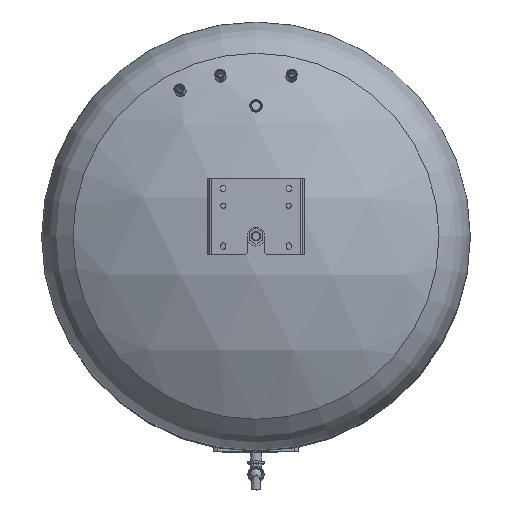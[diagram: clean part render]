
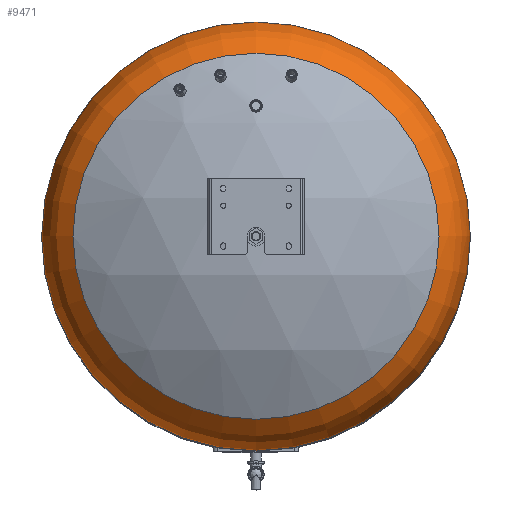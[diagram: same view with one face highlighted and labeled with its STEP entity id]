
A CAD part, top view. The second image highlights one B-rep face of the part: STEP entity #9471.
In plain terms, the highlighted toroidal (fillet/blend) face has major radius 254.5 mm and minor radius 115.5 mm.
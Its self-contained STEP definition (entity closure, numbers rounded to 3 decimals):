
#65=TOROIDAL_SURFACE($,#10322,254.5,115.5);
#1849=FACE_BOUND($,#3109,.T.);
#2470=FACE_OUTER_BOUND($,#3108,.T.);
#3108=EDGE_LOOP($,(#7649));
#3109=EDGE_LOOP($,(#7650));
#3744=CIRCLE($,#10317,315.931);
#3745=CIRCLE($,#10323,370.);
#4475=VERTEX_POINT($,#15348);
#4484=VERTEX_POINT($,#15891);
#5610=EDGE_CURVE($,#4475,#4475,#3744,.T.);
#5619=EDGE_CURVE($,#4484,#4484,#3745,.T.);
#7649=ORIENTED_EDGE($,*,*,#5619,.F.);
#7650=ORIENTED_EDGE($,*,*,#5610,.T.);
#9471=ADVANCED_FACE($,(#2470,#1849),#65,.T.);
#10317=AXIS2_PLACEMENT_3D($,#15349,#12360,#12361);
#10322=AXIS2_PLACEMENT_3D($,#15890,#12370,#12371);
#10323=AXIS2_PLACEMENT_3D($,#15892,#12372,#12373);
#12360=DIRECTION('center_axis',(0.,0.,
-1.));
#12361=DIRECTION('ref_axis',(1.,0.,0.));
#12370=DIRECTION('center_axis',(0.,0.,
-1.));
#12371=DIRECTION('ref_axis',(0.,-1.,0.));
#12372=DIRECTION('center_axis',(0.,0.,
-1.));
#12373=DIRECTION('ref_axis',(1.,0.,0.));
#15348=CARTESIAN_POINT('',(315.931,0.,1591.014));
#15349=CARTESIAN_POINT('Origin',(0.,0.,1591.014));
#15890=CARTESIAN_POINT('Origin',(0.,0.,1493.206));
#15891=CARTESIAN_POINT('',(370.,0.,1493.206));
#15892=CARTESIAN_POINT('Origin',(0.,0.,1493.206));
